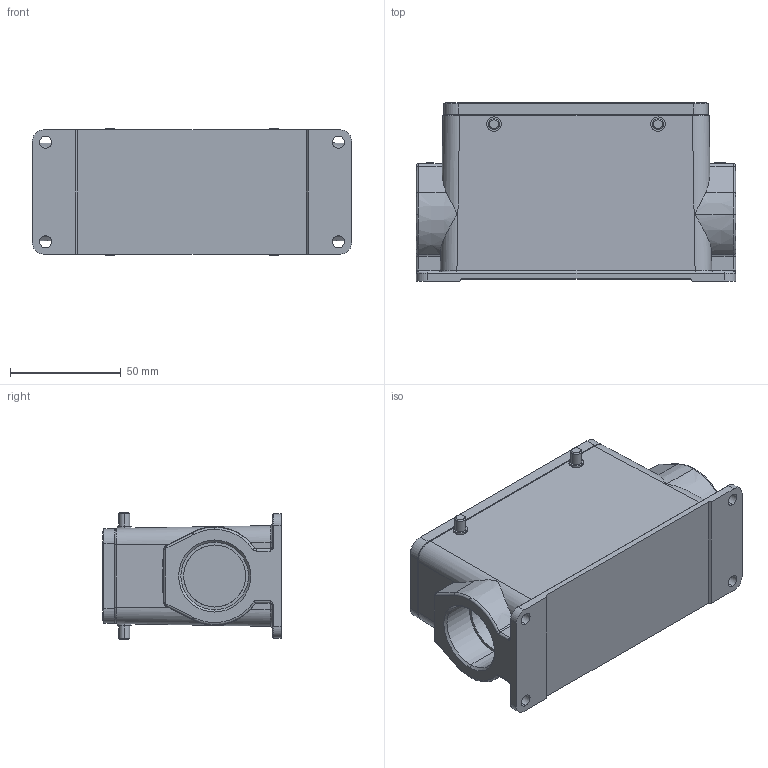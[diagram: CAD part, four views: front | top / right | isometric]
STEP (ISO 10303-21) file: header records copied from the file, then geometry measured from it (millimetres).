
FILE_DESCRIPTION(/* description */ (''),/* implementation_level */ '2;1');
FILE_NAME(/* name */ '3D_1240242305004_HV24B-SFH-4B-M32_V1.1.STP',/* time_stamp */ '2024-01-11T11:56:27+08:00',/* author */ (''),/* organization */ (''),/* preprocessor_version */ 'ST-DEVELOPER v18.1',/* originating_system */ 'SIEMENS PLM Software NX 1980',/* authorisation */ '');
FILE_SCHEMA (('AUTOMOTIVE_DESIGN { 1 0 10303 214 3 1 1 1 }'));
Length unit declared in the file: millimetre
Products named in the file (1): 145933408BBA2obj
Bounding box: 144 x 80.48 x 57.62 mm (x, y, z)
Volume: 183952.8 mm3; surface area: 69911.9 mm2
Topology: 7 solids, 7 shells, 391 faces, 944 edges, 591 vertices
Faces by surface type: cylinder 156, plane 149, torus 36, cone 25, bspline 23, sphere 1, extrusion 1
Entity records: 13392 total; most frequent: CARTESIAN_POINT 4718, ORIENTED_EDGE 1888, DIRECTION 1636, EDGE_CURVE 944, AXIS2_PLACEMENT_3D 613, VERTEX_POINT 591, EDGE_LOOP 427, VECTOR 410
